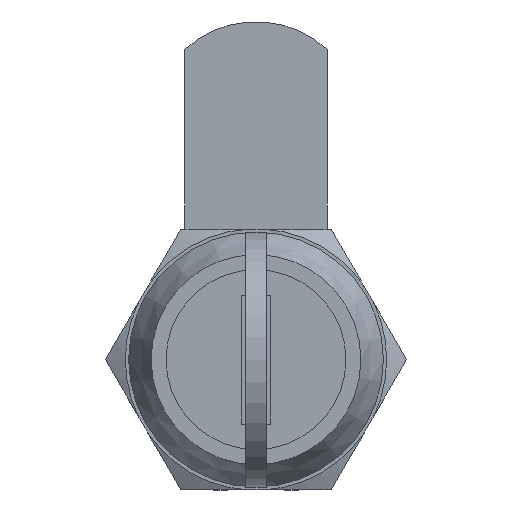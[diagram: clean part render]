
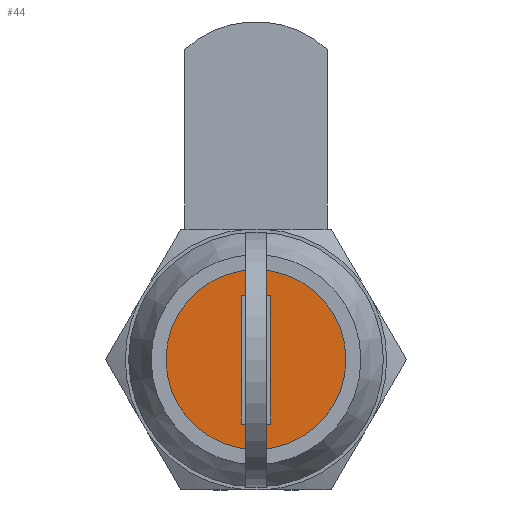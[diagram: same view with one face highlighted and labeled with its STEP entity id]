
A CAD part, front view. The second image highlights one B-rep face of the part: STEP entity #44.
In plain terms, the highlighted planar face has unit normal (0, -1, 0).
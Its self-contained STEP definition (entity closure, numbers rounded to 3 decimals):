
#44 = ADVANCED_FACE('',(#45,#85),#58,.T.);
#45 = FACE_BOUND('',#46,.T.);
#46 = EDGE_LOOP('',(#47));
#47 = ORIENTED_EDGE('',*,*,#48,.F.);
#48 = EDGE_CURVE('',#49,#49,#51,.T.);
#49 = VERTEX_POINT('',#50);
#50 = CARTESIAN_POINT('',(0.,-25.4,7.62));
#51 = SURFACE_CURVE('',#52,(#57,#73),.PCURVE_S1.);
#52 = CIRCLE('',#53,7.62);
#53 = AXIS2_PLACEMENT_3D('',#54,#55,#56);
#54 = CARTESIAN_POINT('',(0.,-25.4,0.));
#55 = DIRECTION('',(0.,1.,0.));
#56 = DIRECTION('',(0.,0.,1.));
#57 = PCURVE('',#58,#63);
#58 = PLANE('',#59);
#59 = AXIS2_PLACEMENT_3D('',#60,#61,#62);
#60 = CARTESIAN_POINT('',(0.,-25.4,0.));
#61 = DIRECTION('',(0.,-1.,0.));
#62 = DIRECTION('',(0.,0.,-1.));
#63 = DEFINITIONAL_REPRESENTATION('',(#64),#72);
#64 = ( BOUNDED_CURVE() B_SPLINE_CURVE(2,(#65,#66,#67,#68,#69,#70,#71),
.UNSPECIFIED.,.T.,.F.) B_SPLINE_CURVE_WITH_KNOTS((1,2,2,2,2,1),(
    -2.094,0.,2.094,4.189,6.283,
8.378),.UNSPECIFIED.) CURVE() GEOMETRIC_REPRESENTATION_ITEM() 
RATIONAL_B_SPLINE_CURVE((1.,0.5,1.,0.5,1.,0.5,1.)) REPRESENTATION_ITEM(
  '') );
#65 = CARTESIAN_POINT('',(-7.62,0.));
#66 = CARTESIAN_POINT('',(-7.62,13.198));
#67 = CARTESIAN_POINT('',(3.81,6.599));
#68 = CARTESIAN_POINT('',(15.24,0.));
#69 = CARTESIAN_POINT('',(3.81,-6.599));
#70 = CARTESIAN_POINT('',(-7.62,-13.198));
#71 = CARTESIAN_POINT('',(-7.62,0.));
#72 = ( GEOMETRIC_REPRESENTATION_CONTEXT(2) 
PARAMETRIC_REPRESENTATION_CONTEXT() REPRESENTATION_CONTEXT('2D SPACE',''
  ) );
#73 = PCURVE('',#74,#79);
#74 = CYLINDRICAL_SURFACE('',#75,7.62);
#75 = AXIS2_PLACEMENT_3D('',#76,#77,#78);
#76 = CARTESIAN_POINT('',(0.,-25.4,0.));
#77 = DIRECTION('',(0.,1.,0.));
#78 = DIRECTION('',(0.,0.,1.));
#79 = DEFINITIONAL_REPRESENTATION('',(#80),#84);
#80 = LINE('',#81,#82);
#81 = CARTESIAN_POINT('',(0.,0.));
#82 = VECTOR('',#83,1.);
#83 = DIRECTION('',(1.,0.));
#84 = ( GEOMETRIC_REPRESENTATION_CONTEXT(2) 
PARAMETRIC_REPRESENTATION_CONTEXT() REPRESENTATION_CONTEXT('2D SPACE',''
  ) );
#85 = FACE_BOUND('',#86,.T.);
#86 = EDGE_LOOP('',(#87,#117,#145,#173));
#87 = ORIENTED_EDGE('',*,*,#88,.F.);
#88 = EDGE_CURVE('',#89,#91,#93,.T.);
#89 = VERTEX_POINT('',#90);
#90 = CARTESIAN_POINT('',(1.27,-25.4,5.461));
#91 = VERTEX_POINT('',#92);
#92 = CARTESIAN_POINT('',(-1.27,-25.4,5.461));
#93 = SURFACE_CURVE('',#94,(#98,#105),.PCURVE_S1.);
#94 = LINE('',#95,#96);
#95 = CARTESIAN_POINT('',(-0.635,-25.4,5.461));
#96 = VECTOR('',#97,1.);
#97 = DIRECTION('',(-1.,0.,0.));
#98 = PCURVE('',#58,#99);
#99 = DEFINITIONAL_REPRESENTATION('',(#100),#104);
#100 = LINE('',#101,#102);
#101 = CARTESIAN_POINT('',(-5.461,-0.635));
#102 = VECTOR('',#103,1.);
#103 = DIRECTION('',(0.,-1.));
#104 = ( GEOMETRIC_REPRESENTATION_CONTEXT(2) 
PARAMETRIC_REPRESENTATION_CONTEXT() REPRESENTATION_CONTEXT('2D SPACE',''
  ) );
#105 = PCURVE('',#106,#111);
#106 = PLANE('',#107);
#107 = AXIS2_PLACEMENT_3D('',#108,#109,#110);
#108 = CARTESIAN_POINT('',(-1.27,-25.538,5.461));
#109 = DIRECTION('',(0.,0.,1.));
#110 = DIRECTION('',(0.,1.,0.));
#111 = DEFINITIONAL_REPRESENTATION('',(#112),#116);
#112 = LINE('',#113,#114);
#113 = CARTESIAN_POINT('',(0.138,-0.635));
#114 = VECTOR('',#115,1.);
#115 = DIRECTION('',(0.,1.));
#116 = ( GEOMETRIC_REPRESENTATION_CONTEXT(2) 
PARAMETRIC_REPRESENTATION_CONTEXT() REPRESENTATION_CONTEXT('2D SPACE',''
  ) );
#117 = ORIENTED_EDGE('',*,*,#118,.T.);
#118 = EDGE_CURVE('',#89,#119,#121,.T.);
#119 = VERTEX_POINT('',#120);
#120 = CARTESIAN_POINT('',(1.27,-25.4,-5.461));
#121 = SURFACE_CURVE('',#122,(#126,#133),.PCURVE_S1.);
#122 = LINE('',#123,#124);
#123 = CARTESIAN_POINT('',(1.27,-25.4,0.));
#124 = VECTOR('',#125,1.);
#125 = DIRECTION('',(0.,0.,-1.));
#126 = PCURVE('',#58,#127);
#127 = DEFINITIONAL_REPRESENTATION('',(#128),#132);
#128 = LINE('',#129,#130);
#129 = CARTESIAN_POINT('',(0.,1.27));
#130 = VECTOR('',#131,1.);
#131 = DIRECTION('',(1.,0.));
#132 = ( GEOMETRIC_REPRESENTATION_CONTEXT(2) 
PARAMETRIC_REPRESENTATION_CONTEXT() REPRESENTATION_CONTEXT('2D SPACE',''
  ) );
#133 = PCURVE('',#134,#139);
#134 = PLANE('',#135);
#135 = AXIS2_PLACEMENT_3D('',#136,#137,#138);
#136 = CARTESIAN_POINT('',(1.27,-25.093,0.));
#137 = DIRECTION('',(-1.,0.,0.));
#138 = DIRECTION('',(0.,0.,-1.));
#139 = DEFINITIONAL_REPRESENTATION('',(#140),#144);
#140 = LINE('',#141,#142);
#141 = CARTESIAN_POINT('',(0.,0.307));
#142 = VECTOR('',#143,1.);
#143 = DIRECTION('',(1.,0.));
#144 = ( GEOMETRIC_REPRESENTATION_CONTEXT(2) 
PARAMETRIC_REPRESENTATION_CONTEXT() REPRESENTATION_CONTEXT('2D SPACE',''
  ) );
#145 = ORIENTED_EDGE('',*,*,#146,.F.);
#146 = EDGE_CURVE('',#147,#119,#149,.T.);
#147 = VERTEX_POINT('',#148);
#148 = CARTESIAN_POINT('',(-1.27,-25.4,-5.461));
#149 = SURFACE_CURVE('',#150,(#154,#161),.PCURVE_S1.);
#150 = LINE('',#151,#152);
#151 = CARTESIAN_POINT('',(-0.635,-25.4,-5.461));
#152 = VECTOR('',#153,1.);
#153 = DIRECTION('',(1.,0.,0.));
#154 = PCURVE('',#58,#155);
#155 = DEFINITIONAL_REPRESENTATION('',(#156),#160);
#156 = LINE('',#157,#158);
#157 = CARTESIAN_POINT('',(5.461,-0.635));
#158 = VECTOR('',#159,1.);
#159 = DIRECTION('',(0.,1.));
#160 = ( GEOMETRIC_REPRESENTATION_CONTEXT(2) 
PARAMETRIC_REPRESENTATION_CONTEXT() REPRESENTATION_CONTEXT('2D SPACE',''
  ) );
#161 = PCURVE('',#162,#167);
#162 = PLANE('',#163);
#163 = AXIS2_PLACEMENT_3D('',#164,#165,#166);
#164 = CARTESIAN_POINT('',(-1.27,-24.649,-5.461));
#165 = DIRECTION('',(0.,0.,-1.));
#166 = DIRECTION('',(0.,-1.,0.));
#167 = DEFINITIONAL_REPRESENTATION('',(#168),#172);
#168 = LINE('',#169,#170);
#169 = CARTESIAN_POINT('',(0.751,-0.635));
#170 = VECTOR('',#171,1.);
#171 = DIRECTION('',(0.,-1.));
#172 = ( GEOMETRIC_REPRESENTATION_CONTEXT(2) 
PARAMETRIC_REPRESENTATION_CONTEXT() REPRESENTATION_CONTEXT('2D SPACE',''
  ) );
#173 = ORIENTED_EDGE('',*,*,#174,.F.);
#174 = EDGE_CURVE('',#91,#147,#175,.T.);
#175 = SURFACE_CURVE('',#176,(#180,#187),.PCURVE_S1.);
#176 = LINE('',#177,#178);
#177 = CARTESIAN_POINT('',(-1.27,-25.4,0.));
#178 = VECTOR('',#179,1.);
#179 = DIRECTION('',(0.,0.,-1.));
#180 = PCURVE('',#58,#181);
#181 = DEFINITIONAL_REPRESENTATION('',(#182),#186);
#182 = LINE('',#183,#184);
#183 = CARTESIAN_POINT('',(0.,-1.27));
#184 = VECTOR('',#185,1.);
#185 = DIRECTION('',(1.,0.));
#186 = ( GEOMETRIC_REPRESENTATION_CONTEXT(2) 
PARAMETRIC_REPRESENTATION_CONTEXT() REPRESENTATION_CONTEXT('2D SPACE',''
  ) );
#187 = PCURVE('',#188,#193);
#188 = PLANE('',#189);
#189 = AXIS2_PLACEMENT_3D('',#190,#191,#192);
#190 = CARTESIAN_POINT('',(-1.27,-25.093,0.));
#191 = DIRECTION('',(-1.,0.,0.));
#192 = DIRECTION('',(0.,0.,-1.));
#193 = DEFINITIONAL_REPRESENTATION('',(#194),#198);
#194 = LINE('',#195,#196);
#195 = CARTESIAN_POINT('',(0.,0.307));
#196 = VECTOR('',#197,1.);
#197 = DIRECTION('',(1.,0.));
#198 = ( GEOMETRIC_REPRESENTATION_CONTEXT(2) 
PARAMETRIC_REPRESENTATION_CONTEXT() REPRESENTATION_CONTEXT('2D SPACE',''
  ) );
